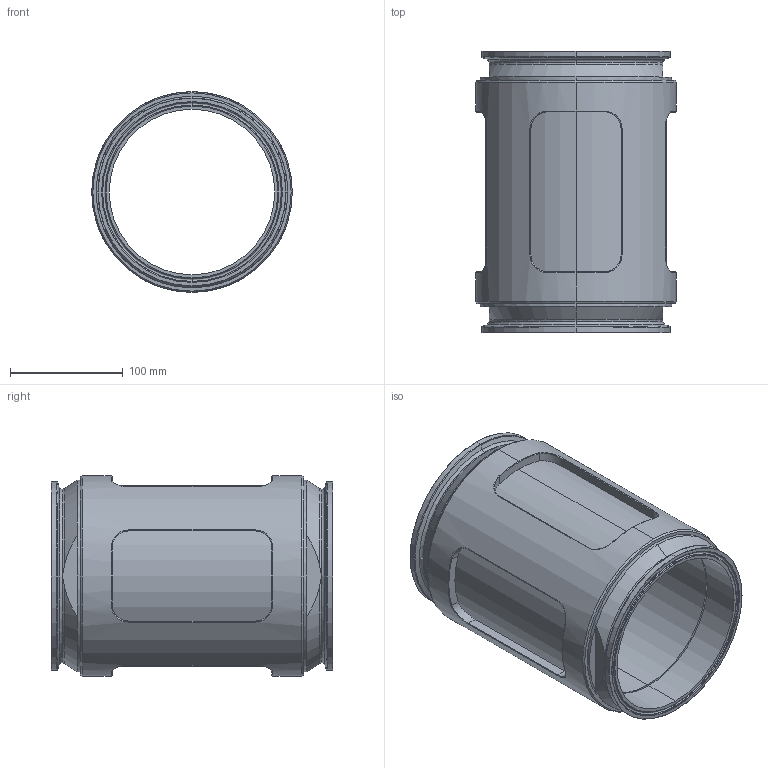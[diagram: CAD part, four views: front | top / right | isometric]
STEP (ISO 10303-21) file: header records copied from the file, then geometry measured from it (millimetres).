
FILE_DESCRIPTION (( 'STEP AP214' ), '1' );
FILE_NAME ('SG.SV.600.STEP', '2020-03-30T13:48:51', ( '' ), ( '' ), 'SwSTEP 2.0', 'SolidWorks 2019', '' );
FILE_SCHEMA (( 'AUTOMOTIVE_DESIGN' ));
Length unit declared in the file: millimetre
Products named in the file (1): SG.SV.600
Bounding box: 178 x 250 x 178 mm (x, y, z)
Volume: 1293052.3 mm3; surface area: 391241.8 mm2
Topology: 2 solids, 2 shells, 166 faces, 386 edges, 226 vertices
Faces by surface type: plane 46, cone 36, cylinder 36, torus 32, bspline 16
Entity records: 11509 total; most frequent: CARTESIAN_POINT 7707, ORIENTED_EDGE 772, DIRECTION 750, EDGE_CURVE 386, AXIS2_PLACEMENT_3D 321, VERTEX_POINT 226, EDGE_LOOP 180, CIRCLE 170
